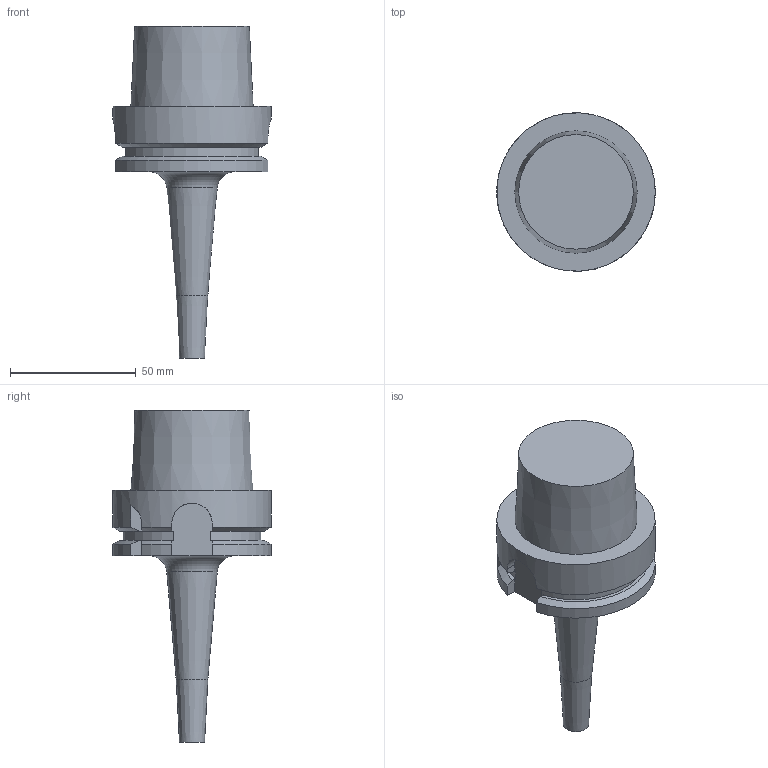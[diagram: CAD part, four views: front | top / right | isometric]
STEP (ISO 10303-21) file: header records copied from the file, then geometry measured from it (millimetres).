
FILE_DESCRIPTION(/* description */ (''),/* implementation_level */ '2;1');
FILE_NAME(/* name */ 'E9304580104100.stp',/* time_stamp */ '2017-10-23T09:36:41+05:00',/* author */ (''),/* organization */ (''),/* preprocessor_version */ 'ST-DEVELOPER v16',/* originating_system */ 'SIEMENS PLM Software NX 11.0',/* authorisation */ '');
FILE_SCHEMA (('AUTOMOTIVE_DESIGN { 1 0 10303 214 3 1 1 1 }'));
Length unit declared in the file: millimetre
Products named in the file (1): inpu5227ly2k
Bounding box: 63 x 62.96 x 132 mm (x, y, z)
Volume: 144952.8 mm3; surface area: 23834.6 mm2
Topology: 2 solids, 2 shells, 46 faces, 122 edges, 82 vertices
Faces by surface type: plane 25, cylinder 11, cone 9, torus 1
Full cylindrical faces by diameter (mm): 4 x1, 63 x1
Entity records: 1461 total; most frequent: CARTESIAN_POINT 306, DIRECTION 228, ORIENTED_EDGE 222, EDGE_CURVE 111, AXIS2_PLACEMENT_3D 83, VERTEX_POINT 77, LINE 62, VECTOR 62
